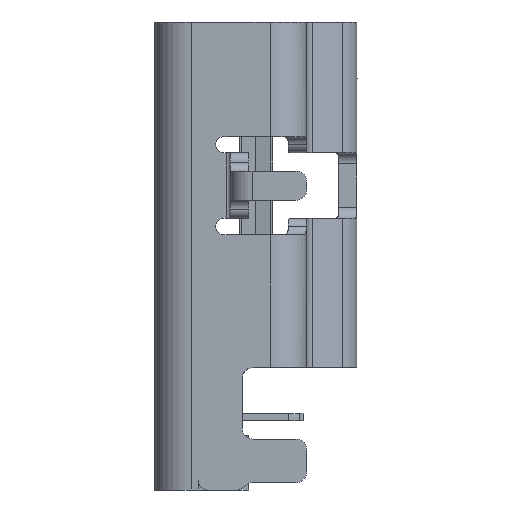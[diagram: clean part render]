
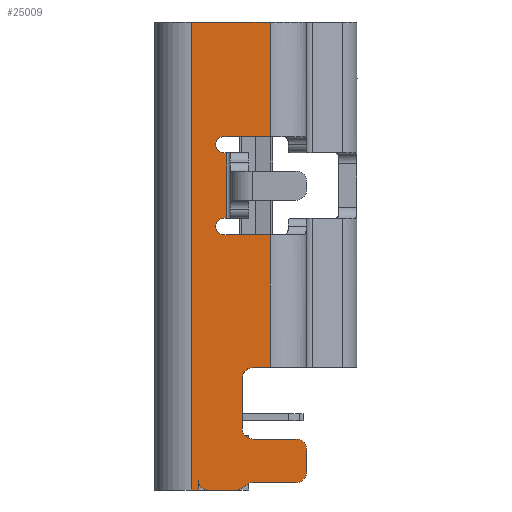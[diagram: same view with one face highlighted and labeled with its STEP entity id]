
A CAD part, left-side view. The second image highlights one B-rep face of the part: STEP entity #25009.
In plain terms, the highlighted planar face has unit normal (-1, 0, 0).
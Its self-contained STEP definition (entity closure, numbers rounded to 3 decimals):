
#777=DIRECTION('',(0.,-1.,0.));
#778=VECTOR('',#777,0.47);
#779=CARTESIAN_POINT('',(-7.5,0.08,-3.065));
#780=LINE('',#779,#778);
#866=DIRECTION('',(0.,0.,1.));
#867=VECTOR('',#866,1.37);
#868=CARTESIAN_POINT('',(-7.5,0.38,-4.735));
#869=LINE('',#868,#867);
#1291=CARTESIAN_POINT('',(-7.5,1.33,-6.185));
#1292=DIRECTION('',(1.,0.,0.));
#1293=DIRECTION('',(0.,0.,-1.));
#1294=AXIS2_PLACEMENT_3D('',#1291,#1292,#1293);
#1296=DIRECTION('',(0.,0.,-1.));
#1297=VECTOR('',#1296,0.25);
#1298=CARTESIAN_POINT('',(-7.5,1.58,-6.185));
#1299=LINE('',#1298,#1297);
#1300=DIRECTION('',(0.,1.,0.));
#1301=VECTOR('',#1300,0.2);
#1302=CARTESIAN_POINT('',(-7.5,1.58,-6.435));
#1303=LINE('',#1302,#1301);
#1304=DIRECTION('',(0.,0.,1.));
#1305=VECTOR('',#1304,1.345);
#1306=CARTESIAN_POINT('',(-7.5,1.78,-6.435));
#1307=LINE('',#1306,#1305);
#1308=DIRECTION('',(0.,0.,1.));
#1309=VECTOR('',#1308,11.525);
#1310=CARTESIAN_POINT('',(-7.5,1.78,-5.09));
#1311=LINE('',#1310,#1309);
#1312=DIRECTION('',(0.,-1.,0.));
#1313=VECTOR('',#1312,2.17);
#1314=CARTESIAN_POINT('',(-7.5,1.78,6.435));
#1315=LINE('',#1314,#1313);
#1316=DIRECTION('',(0.,0.,-1.));
#1317=VECTOR('',#1316,3.15);
#1318=CARTESIAN_POINT('',(-7.5,-0.39,6.435));
#1319=LINE('',#1318,#1317);
#1320=CARTESIAN_POINT('',(-7.5,0.88,3.06));
#1321=DIRECTION('',(-1.,0.,0.));
#1322=DIRECTION('',(0.,0.,1.));
#1323=AXIS2_PLACEMENT_3D('',#1320,#1321,#1322);
#1325=CARTESIAN_POINT('',(-7.5,0.88,3.06));
#1326=DIRECTION('',(-1.,0.,0.));
#1327=DIRECTION('',(0.,1.,0.));
#1328=AXIS2_PLACEMENT_3D('',#1325,#1326,#1327);
#1330=CARTESIAN_POINT('',(-7.5,0.88,0.81));
#1331=DIRECTION('',(-1.,0.,0.));
#1332=DIRECTION('',(0.,0.,1.));
#1333=AXIS2_PLACEMENT_3D('',#1330,#1331,#1332);
#1335=CARTESIAN_POINT('',(-7.5,0.08,-3.365));
#1336=DIRECTION('',(-1.,0.,0.));
#1337=DIRECTION('',(0.,0.,1.));
#1338=AXIS2_PLACEMENT_3D('',#1335,#1336,#1337);
#1340=CARTESIAN_POINT('',(-7.5,0.08,-4.735));
#1341=DIRECTION('',(-1.,0.,0.));
#1342=DIRECTION('',(0.,1.,0.));
#1343=AXIS2_PLACEMENT_3D('',#1340,#1341,#1342);
#1345=CARTESIAN_POINT('',(-7.5,-1.095,-5.335));
#1346=DIRECTION('',(1.,0.,0.));
#1347=DIRECTION('',(0.,0.,1.));
#1348=AXIS2_PLACEMENT_3D('',#1345,#1346,#1347);
#1350=CARTESIAN_POINT('',(-7.5,-1.095,-5.935));
#1351=DIRECTION('',(1.,0.,0.));
#1352=DIRECTION('',(0.,-1.,0.));
#1353=AXIS2_PLACEMENT_3D('',#1350,#1351,#1352);
#1355=CARTESIAN_POINT('',(-7.5,0.097,-6.535));
#1356=DIRECTION('',(-1.,0.,0.));
#1357=DIRECTION('',(0.,0.,1.));
#1358=AXIS2_PLACEMENT_3D('',#1355,#1356,#1357);
#1360=CARTESIAN_POINT('',(-7.5,0.544,-6.135));
#1361=DIRECTION('',(1.,0.,0.));
#1362=DIRECTION('',(0.,-0.745,-0.667));
#1363=AXIS2_PLACEMENT_3D('',#1360,#1361,#1362);
#1377=DIRECTION('',(0.,-1.,0.));
#1378=VECTOR('',#1377,0.786);
#1379=CARTESIAN_POINT('',(-7.5,1.33,-6.435));
#1380=LINE('',#1379,#1378);
#1397=DIRECTION('',(0.,-1.,0.));
#1398=VECTOR('',#1397,1.192);
#1399=CARTESIAN_POINT('',(-7.5,0.097,-6.235));
#1400=LINE('',#1399,#1398);
#1413=DIRECTION('',(0.,0.,1.));
#1414=VECTOR('',#1413,0.6);
#1415=CARTESIAN_POINT('',(-7.5,-1.395,-5.935));
#1416=LINE('',#1415,#1414);
#1425=DIRECTION('',(0.,1.,0.));
#1426=VECTOR('',#1425,1.175);
#1427=CARTESIAN_POINT('',(-7.5,-1.095,-5.035));
#1428=LINE('',#1427,#1426);
#16760=DIRECTION('',(0.,-1.,0.));
#16761=VECTOR('',#16760,1.27);
#16762=CARTESIAN_POINT('',(-7.5,0.88,3.285));
#16763=LINE('',#16762,#16761);
#16791=DIRECTION('',(0.,1.,0.));
#16792=VECTOR('',#16791,0.075);
#16793=CARTESIAN_POINT('',(-7.5,0.805,2.835));
#16794=LINE('',#16793,#16792);
#16803=DIRECTION('',(0.,-1.,0.));
#16804=VECTOR('',#16803,0.075);
#16805=CARTESIAN_POINT('',(-7.5,0.88,1.035));
#16806=LINE('',#16805,#16804);
#16834=DIRECTION('',(0.,1.,0.));
#16835=VECTOR('',#16834,1.27);
#16836=CARTESIAN_POINT('',(-7.5,-0.39,0.585));
#16837=LINE('',#16836,#16835);
#16876=DIRECTION('',(0.,0.,1.));
#16877=VECTOR('',#16876,3.65);
#16878=CARTESIAN_POINT('',(-7.5,-0.39,-3.065));
#16879=LINE('',#16878,#16877);
#16986=DIRECTION('',(0.,0.,1.));
#16987=VECTOR('',#16986,1.8);
#16988=CARTESIAN_POINT('',(-7.5,0.805,1.035));
#16989=LINE('',#16988,#16987);
#17891=CARTESIAN_POINT('',(-7.5,-0.39,6.435));
#17892=VERTEX_POINT('',#17891);
#18974=CARTESIAN_POINT('',(-7.5,1.78,6.435));
#18975=VERTEX_POINT('',#18974);
#19022=CARTESIAN_POINT('',(-7.5,1.58,-6.435));
#19023=VERTEX_POINT('',#19022);
#19049=CARTESIAN_POINT('',(-7.5,1.78,-6.435));
#19050=VERTEX_POINT('',#19049);
#19061=CARTESIAN_POINT('',(-7.5,1.78,-5.09));
#19062=VERTEX_POINT('',#19061);
#19063=CARTESIAN_POINT('',(-7.5,1.33,-6.435));
#19064=CARTESIAN_POINT('',(-7.5,1.58,-6.185));
#19065=VERTEX_POINT('',#19063);
#19066=VERTEX_POINT('',#19064);
#19067=CARTESIAN_POINT('',(-7.5,-0.39,3.285));
#19068=VERTEX_POINT('',#19067);
#19069=CARTESIAN_POINT('',(-7.5,0.88,3.285));
#19070=CARTESIAN_POINT('',(-7.5,1.105,3.06));
#19071=VERTEX_POINT('',#19069);
#19072=VERTEX_POINT('',#19070);
#19073=CARTESIAN_POINT('',(-7.5,0.88,2.835));
#19074=VERTEX_POINT('',#19073);
#19075=CARTESIAN_POINT('',(-7.5,0.88,1.035));
#19076=CARTESIAN_POINT('',(-7.5,0.88,0.585));
#19077=VERTEX_POINT('',#19075);
#19078=VERTEX_POINT('',#19076);
#19079=CARTESIAN_POINT('',(-7.5,-0.39,0.585));
#19080=VERTEX_POINT('',#19079);
#19081=CARTESIAN_POINT('',(-7.5,-0.39,-3.065));
#19082=VERTEX_POINT('',#19081);
#19083=CARTESIAN_POINT('',(-7.5,0.08,-3.065));
#19084=VERTEX_POINT('',#19083);
#19085=CARTESIAN_POINT('',(-7.5,0.38,-3.365));
#19086=VERTEX_POINT('',#19085);
#19087=CARTESIAN_POINT('',(-7.5,0.38,-4.735));
#19088=VERTEX_POINT('',#19087);
#19089=CARTESIAN_POINT('',(-7.5,0.08,-5.035));
#19090=VERTEX_POINT('',#19089);
#19091=CARTESIAN_POINT('',(-7.5,-1.095,-5.035));
#19092=CARTESIAN_POINT('',(-7.5,-1.395,-5.335));
#19093=VERTEX_POINT('',#19091);
#19094=VERTEX_POINT('',#19092);
#19095=CARTESIAN_POINT('',(-7.5,-1.395,-5.935));
#19096=CARTESIAN_POINT('',(-7.5,-1.095,-6.235));
#19097=VERTEX_POINT('',#19095);
#19098=VERTEX_POINT('',#19096);
#19099=CARTESIAN_POINT('',(-7.5,0.097,-6.235));
#19100=CARTESIAN_POINT('',(-7.5,0.321,-6.335));
#19101=VERTEX_POINT('',#19099);
#19102=VERTEX_POINT('',#19100);
#19103=CARTESIAN_POINT('',(-7.5,0.544,-6.435));
#19104=VERTEX_POINT('',#19103);
#19159=CARTESIAN_POINT('',(-7.5,0.805,1.035));
#19160=VERTEX_POINT('',#19159);
#19173=CARTESIAN_POINT('',(-7.5,0.805,2.835));
#19174=VERTEX_POINT('',#19173);
#24952=CARTESIAN_POINT('',(-7.5,0.193,0.));
#24953=DIRECTION('',(1.,0.,0.));
#24954=DIRECTION('',(0.,1.,0.));
#24955=AXIS2_PLACEMENT_3D('',#24952,#24953,#24954);
#24956=PLANE('',#24955);
#24958=ORIENTED_EDGE('',*,*,#24957,.T.);
#24959=ORIENTED_EDGE('',*,*,#24538,.T.);
#24961=ORIENTED_EDGE('',*,*,#24960,.T.);
#24963=ORIENTED_EDGE('',*,*,#24962,.T.);
#24965=ORIENTED_EDGE('',*,*,#24964,.T.);
#24966=ORIENTED_EDGE('',*,*,#24934,.T.);
#24967=ORIENTED_EDGE('',*,*,#23522,.T.);
#24969=ORIENTED_EDGE('',*,*,#24968,.F.);
#24971=ORIENTED_EDGE('',*,*,#24970,.T.);
#24973=ORIENTED_EDGE('',*,*,#24972,.T.);
#24975=ORIENTED_EDGE('',*,*,#24974,.F.);
#24977=ORIENTED_EDGE('',*,*,#24976,.F.);
#24979=ORIENTED_EDGE('',*,*,#24978,.F.);
#24981=ORIENTED_EDGE('',*,*,#24980,.T.);
#24983=ORIENTED_EDGE('',*,*,#24982,.F.);
#24985=ORIENTED_EDGE('',*,*,#24984,.F.);
#24986=ORIENTED_EDGE('',*,*,#24398,.F.);
#24987=ORIENTED_EDGE('',*,*,#24433,.T.);
#24988=ORIENTED_EDGE('',*,*,#24464,.F.);
#24990=ORIENTED_EDGE('',*,*,#24989,.T.);
#24992=ORIENTED_EDGE('',*,*,#24991,.F.);
#24994=ORIENTED_EDGE('',*,*,#24993,.T.);
#24996=ORIENTED_EDGE('',*,*,#24995,.F.);
#24998=ORIENTED_EDGE('',*,*,#24997,.T.);
#25000=ORIENTED_EDGE('',*,*,#24999,.F.);
#25002=ORIENTED_EDGE('',*,*,#25001,.T.);
#25004=ORIENTED_EDGE('',*,*,#25003,.T.);
#25006=ORIENTED_EDGE('',*,*,#25005,.F.);
#25007=EDGE_LOOP('',(#24958,#24959,#24961,#24963,#24965,#24966,#24967,#24969,
#24971,#24973,#24975,#24977,#24979,#24981,#24983,#24985,#24986,#24987,#24988,
#24990,#24992,#24994,#24996,#24998,#25000,#25002,#25004,#25006));
#25008=FACE_OUTER_BOUND('',#25007,.F.);
#25009=ADVANCED_FACE('',(#25008),#24956,.F.);
#1295=CIRCLE('',#1294,0.25);
#1324=CIRCLE('',#1323,0.225);
#1329=CIRCLE('',#1328,0.225);
#1334=CIRCLE('',#1333,0.225);
#1339=CIRCLE('',#1338,0.3);
#1344=CIRCLE('',#1343,0.3);
#1349=CIRCLE('',#1348,0.3);
#1354=CIRCLE('',#1353,0.3);
#1359=CIRCLE('',#1358,0.3);
#1364=CIRCLE('',#1363,0.3);
#23522=EDGE_CURVE('',#17892,#19068,#1319,.T.);
#24398=EDGE_CURVE('',#19084,#19082,#780,.T.);
#24433=EDGE_CURVE('',#19084,#19086,#1339,.T.);
#24464=EDGE_CURVE('',#19088,#19086,#869,.T.);
#24538=EDGE_CURVE('',#19066,#19023,#1299,.T.);
#24934=EDGE_CURVE('',#18975,#17892,#1315,.T.);
#24957=EDGE_CURVE('',#19065,#19066,#1295,.T.);
#24960=EDGE_CURVE('',#19023,#19050,#1303,.T.);
#24962=EDGE_CURVE('',#19050,#19062,#1307,.T.);
#24964=EDGE_CURVE('',#19062,#18975,#1311,.T.);
#24968=EDGE_CURVE('',#19071,#19068,#16763,.T.);
#24970=EDGE_CURVE('',#19071,#19072,#1324,.T.);
#24972=EDGE_CURVE('',#19072,#19074,#1329,.T.);
#24974=EDGE_CURVE('',#19174,#19074,#16794,.T.);
#24976=EDGE_CURVE('',#19160,#19174,#16989,.T.);
#24978=EDGE_CURVE('',#19077,#19160,#16806,.T.);
#24980=EDGE_CURVE('',#19077,#19078,#1334,.T.);
#24982=EDGE_CURVE('',#19080,#19078,#16837,.T.);
#24984=EDGE_CURVE('',#19082,#19080,#16879,.T.);
#24989=EDGE_CURVE('',#19088,#19090,#1344,.T.);
#24991=EDGE_CURVE('',#19093,#19090,#1428,.T.);
#24993=EDGE_CURVE('',#19093,#19094,#1349,.T.);
#24995=EDGE_CURVE('',#19097,#19094,#1416,.T.);
#24997=EDGE_CURVE('',#19097,#19098,#1354,.T.);
#24999=EDGE_CURVE('',#19101,#19098,#1400,.T.);
#25001=EDGE_CURVE('',#19101,#19102,#1359,.T.);
#25003=EDGE_CURVE('',#19102,#19104,#1364,.T.);
#25005=EDGE_CURVE('',#19065,#19104,#1380,.T.);
